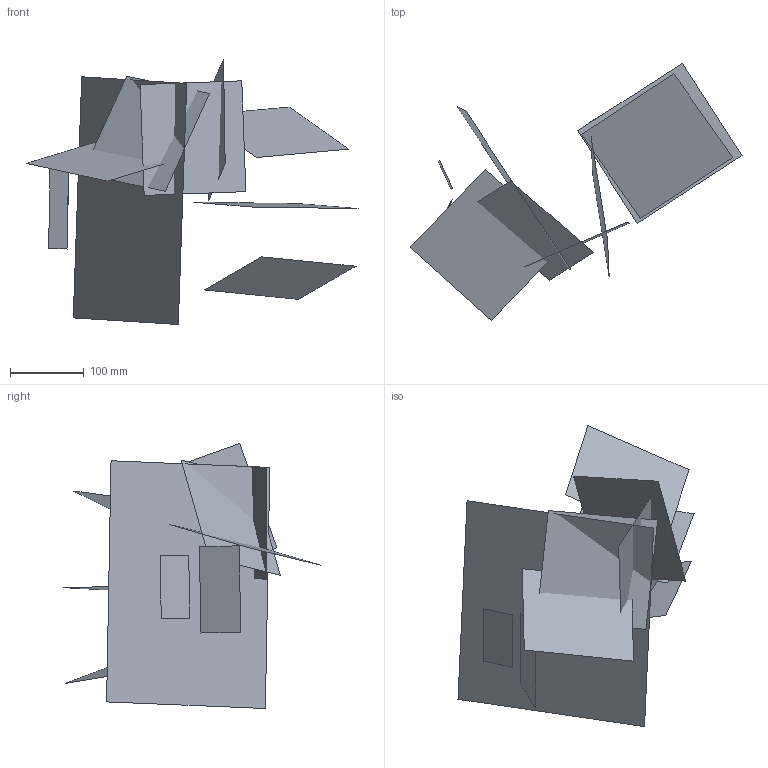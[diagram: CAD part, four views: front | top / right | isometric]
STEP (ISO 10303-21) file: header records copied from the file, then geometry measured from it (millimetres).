
FILE_DESCRIPTION(('Open CASCADE Model'),'2;1');
FILE_NAME('Open CASCADE Shape Model','2022-08-02T11:52:33',('Author'),( 'Open CASCADE'),'Open CASCADE STEP processor 7.1','Open CASCADE 7.1' ,'Unknown');
FILE_SCHEMA(('AUTOMOTIVE_DESIGN { 1 0 10303 214 1 1 1 1 }'));
Length unit declared in the file: millimetre
Products named in the file (1): COMPOUND
Bounding box: 449.19 x 348.54 x 358.55 mm (x, y, z)
Surface area: 254841.7 mm2 (no closed solid volume)
Topology: 0 solids, 10 shells, 10 faces, 63 edges, 86 vertices
Faces by surface type: plane 10
Entity records: 3034 total; most frequent: CARTESIAN_POINT 2620, DIRECTION 62, ORIENTED_EDGE 40, EDGE_CURVE 40, VERTEX_POINT 40, LINE 40, VECTOR 40, GEOMETRIC_CURVE_SET 23
